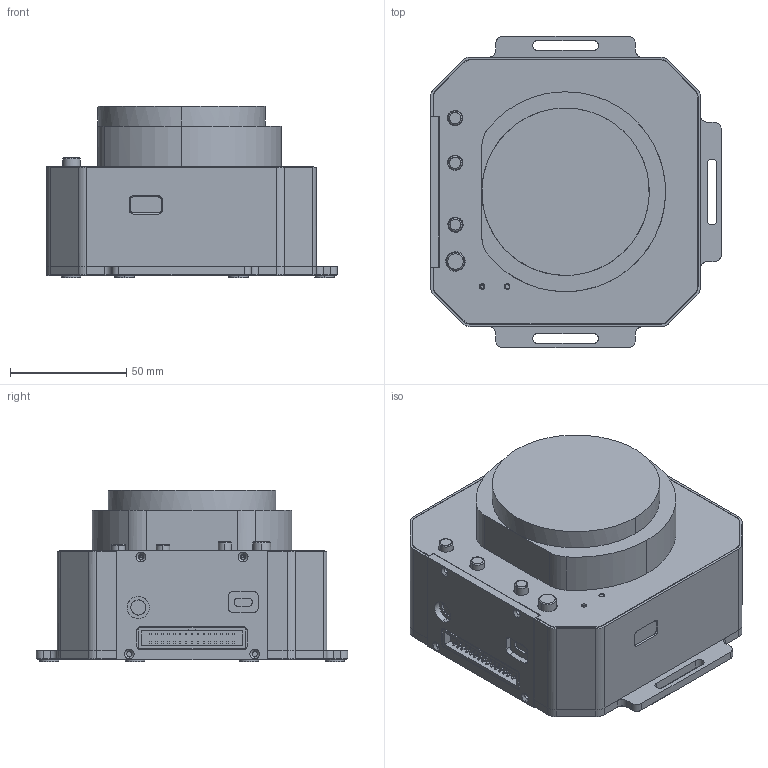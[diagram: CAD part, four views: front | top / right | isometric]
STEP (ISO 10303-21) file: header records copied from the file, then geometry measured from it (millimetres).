
FILE_DESCRIPTION (( 'STEP AP203' ), '1' );
FILE_NAME ('Base Frame_Default_sldprt.STEP', '2023-09-27T09:49:09', ( '' ), ( '' ), 'SwSTEP 2.0', 'SolidWorks 2020', '' );
FILE_SCHEMA (( 'CONFIG_CONTROL_DESIGN' ));
Length unit declared in the file: millimetre
Products named in the file (1): Base Frame_Default_sldprt
Bounding box: 125 x 134 x 73.6 mm (x, y, z)
Volume: 744624.1 mm3; surface area: 61407.2 mm2
Topology: 1 solids, 16 shells, 617 faces, 1518 edges, 991 vertices
Faces by surface type: plane 379, cylinder 186, cone 42, bspline 10
Entity records: 23653 total; most frequent: CARTESIAN_POINT 9754, ORIENTED_EDGE 3016, DIRECTION 2472, EDGE_CURVE 1508, VERTEX_POINT 990, VECTOR 896, LINE 896, AXIS2_PLACEMENT_3D 788
